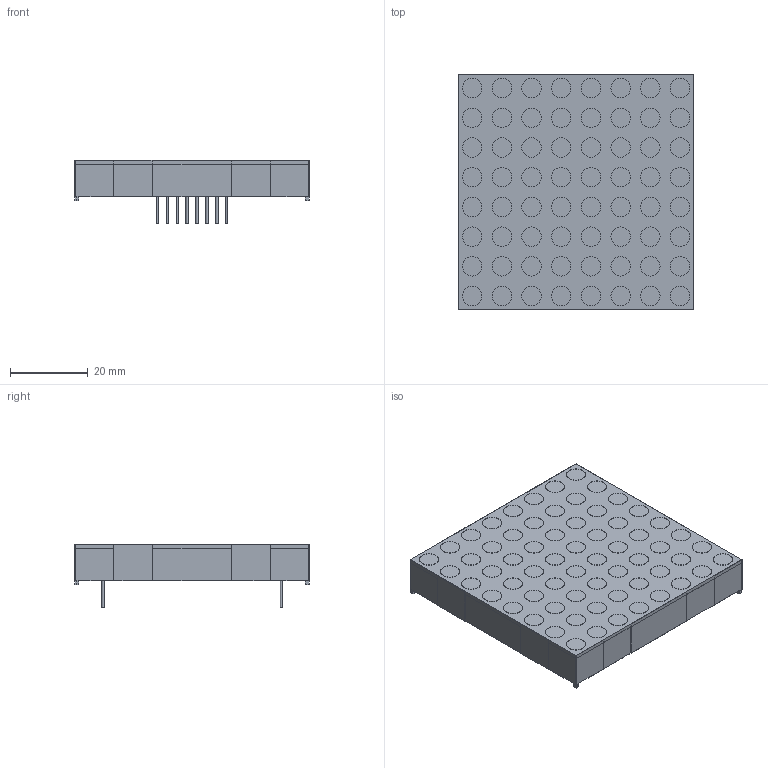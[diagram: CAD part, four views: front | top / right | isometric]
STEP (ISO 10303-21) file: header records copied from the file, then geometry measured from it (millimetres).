
FILE_DESCRIPTION(('FreeCAD Model'),'2;1');
FILE_NAME('2088BS.step', '2020-12-28T16:30:24',('Author'),(''), 'Open CASCADE STEP processor 7.5','FreeCAD','Unknown');
FILE_SCHEMA(('AUTOMOTIVE_DESIGN { 1 0 10303 214 1 1 1 1 }'));
Length unit declared in the file: millimetre
Products named in the file (1): union
Bounding box: 60.35 x 60.35 x 16.4 mm (x, y, z)
Volume: 33867.5 mm3; surface area: 9851.2 mm2
Topology: 1 solids, 1 shells, 326 faces, 644 edges, 400 vertices
Faces by surface type: plane 246, cylinder 80
Full cylindrical faces by diameter (mm): 0.6 x16, 5 x64
Entity records: 18817 total; most frequent: CARTESIAN_POINT 2755, DIRECTION 2650, LINE 1516, VECTOR 1516, ORIENTED_EDGE 1288, PCURVE 1288, DEFINITIONAL_REPRESENTATION 1288, EDGE_CURVE 644
